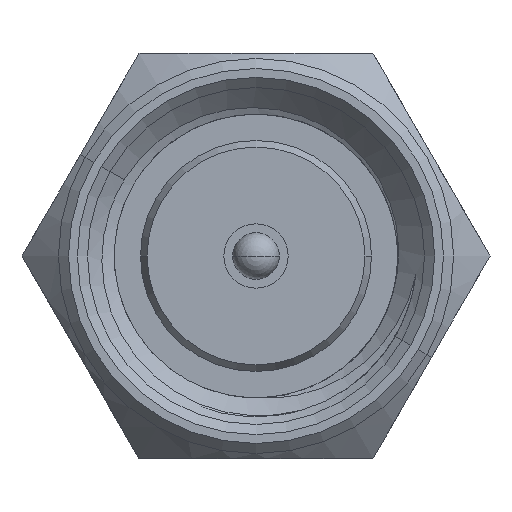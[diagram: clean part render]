
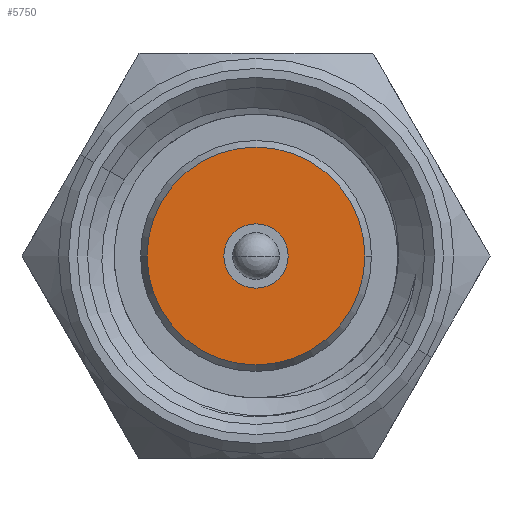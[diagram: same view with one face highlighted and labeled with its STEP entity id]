
A CAD part, left-side view. The second image highlights one B-rep face of the part: STEP entity #5750.
In plain terms, the highlighted planar face has unit normal (-1, 0, 0).
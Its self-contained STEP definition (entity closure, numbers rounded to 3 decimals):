
#2164=CARTESIAN_POINT('',(0.,0.,0.));
#2165=DIRECTION('',(1.,0.,0.));
#2166=DIRECTION('',(0.,1.,0.));
#2167=AXIS2_PLACEMENT_3D('',#2164,#2165,#2166);
#2169=CARTESIAN_POINT('',(0.,0.,0.));
#2170=DIRECTION('',(1.,0.,0.));
#2171=DIRECTION('',(0.,-1.,0.));
#2172=AXIS2_PLACEMENT_3D('',#2169,#2170,#2171);
#2178=CARTESIAN_POINT('',(0.,0.,0.));
#2179=DIRECTION('',(-1.,0.,0.));
#2180=DIRECTION('',(0.,1.,0.));
#2181=AXIS2_PLACEMENT_3D('',#2178,#2179,#2180);
#2207=CARTESIAN_POINT('',(0.,0.,0.));
#2208=DIRECTION('',(1.,0.,0.));
#2209=DIRECTION('',(0.,1.,0.));
#2210=AXIS2_PLACEMENT_3D('',#2207,#2208,#2209);
#3731=CARTESIAN_POINT('',(0.,2.15,0.));
#3732=VERTEX_POINT('',#3731);
#3733=CARTESIAN_POINT('',(0.,-2.15,0.));
#3734=VERTEX_POINT('',#3733);
#3949=CARTESIAN_POINT('',(0.,0.635,0.));
#3950=CARTESIAN_POINT('',(0.,-0.635,0.));
#3951=VERTEX_POINT('',#3949);
#3952=VERTEX_POINT('',#3950);
#5735=CARTESIAN_POINT('',(0.,0.,0.));
#5736=DIRECTION('',(1.,0.,0.));
#5737=DIRECTION('',(0.,-1.,0.));
#5738=AXIS2_PLACEMENT_3D('',#5735,#5736,#5737);
#5739=PLANE('',#5738);
#5740=ORIENTED_EDGE('',*,*,#5729,.T.);
#5741=ORIENTED_EDGE('',*,*,#5715,.T.);
#5742=EDGE_LOOP('',(#5740,#5741));
#5743=FACE_OUTER_BOUND('',#5742,.F.);
#5745=ORIENTED_EDGE('',*,*,#5744,.T.);
#5747=ORIENTED_EDGE('',*,*,#5746,.F.);
#5748=EDGE_LOOP('',(#5745,#5747));
#5749=FACE_BOUND('',#5748,.F.);
#5750=ADVANCED_FACE('',(#5743,#5749),#5739,.F.);
#2168=CIRCLE('',#2167,2.15);
#2173=CIRCLE('',#2172,2.15);
#2182=CIRCLE('',#2181,0.635);
#2211=CIRCLE('',#2210,0.635);
#5715=EDGE_CURVE('',#3734,#3732,#2173,.T.);
#5729=EDGE_CURVE('',#3732,#3734,#2168,.T.);
#5744=EDGE_CURVE('',#3951,#3952,#2182,.T.);
#5746=EDGE_CURVE('',#3951,#3952,#2211,.T.);
